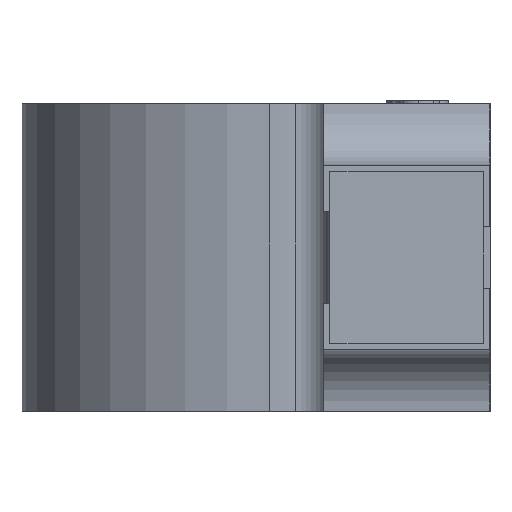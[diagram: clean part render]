
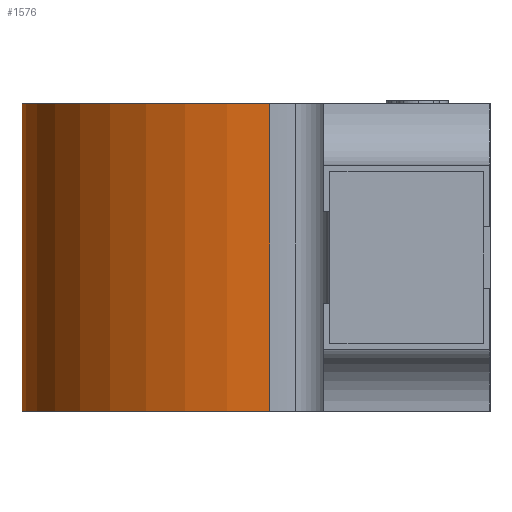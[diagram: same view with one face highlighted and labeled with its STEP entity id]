
A CAD part, left-side view. The second image highlights one B-rep face of the part: STEP entity #1576.
In plain terms, the highlighted cylindrical face has radius 0.804 mm (diameter 1.609 mm), a partial arc.
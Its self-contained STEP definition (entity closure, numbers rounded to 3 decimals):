
#1116 = EDGE_LOOP ( 'NONE', ( #8032, #8945, #16652, #16998 ) ) ;
#1282 = CIRCLE ( 'NONE', #16746, 0.804 ) ;
#1576 = ADVANCED_FACE ( 'NONE', ( #4957 ), #15014, .T. ) ;
#1811 = EDGE_CURVE ( 'NONE', #9428, #10120, #1282, .T. ) ;
#2229 = EDGE_CURVE ( 'NONE', #14780, #14284, #4035, .T. ) ;
#3180 = CARTESIAN_POINT ( 'NONE',  ( -1.004, 0.446, 0.5 ) ) ;
#3236 = DIRECTION ( 'NONE',  ( 0., 0., 1. ) ) ;
#4035 = CIRCLE ( 'NONE', #12224, 0.804 ) ;
#4322 = CARTESIAN_POINT ( 'NONE',  ( -1.004, 0.446, -0.5 ) ) ;
#4957 = FACE_OUTER_BOUND ( 'NONE', #1116, .T. ) ;
#5173 = LINE ( 'NONE', #16744, #14112 ) ;
#6616 = CARTESIAN_POINT ( 'NONE',  ( -0.2, 1.25, -0.5 ) ) ;
#7907 = CARTESIAN_POINT ( 'NONE',  ( -0.2, 0.446, 0.5 ) ) ;
#8032 = ORIENTED_EDGE ( 'NONE', *, *, #10825, .F. ) ;
#8945 = ORIENTED_EDGE ( 'NONE', *, *, #2229, .F. ) ;
#9353 = CARTESIAN_POINT ( 'NONE',  ( -0.2, 0.446, 0.5 ) ) ;
#9428 = VERTEX_POINT ( 'NONE', #6616 ) ;
#10120 = VERTEX_POINT ( 'NONE', #4322 ) ;
#10373 = AXIS2_PLACEMENT_3D ( 'NONE', #7907, #15114, #18178 ) ;
#10818 = EDGE_CURVE ( 'NONE', #14780, #9428, #5173, .T. ) ;
#10825 = EDGE_CURVE ( 'NONE', #14284, #10120, #17143, .T. ) ;
#11073 = DIRECTION ( 'NONE',  ( 0., 0., 1. ) ) ;
#11698 = VECTOR ( 'NONE', #15710, 1000. ) ;
#12224 = AXIS2_PLACEMENT_3D ( 'NONE', #9353, #11073, #16467 ) ;
#14112 = VECTOR ( 'NONE', #14852, 1000. ) ;
#14193 = CARTESIAN_POINT ( 'NONE',  ( -1.004, 0.446, 0.5 ) ) ;
#14284 = VERTEX_POINT ( 'NONE', #3180 ) ;
#14780 = VERTEX_POINT ( 'NONE', #16391 ) ;
#14852 = DIRECTION ( 'NONE',  ( 0., 0., -1. ) ) ;
#15014 = CYLINDRICAL_SURFACE ( 'NONE', #10373, 0.804 ) ;
#15114 = DIRECTION ( 'NONE',  ( 0., 0., -1. ) ) ;
#15710 = DIRECTION ( 'NONE',  ( 0., 0., -1. ) ) ;
#16237 = CARTESIAN_POINT ( 'NONE',  ( -0.2, 0.446, -0.5 ) ) ;
#16391 = CARTESIAN_POINT ( 'NONE',  ( -0.2, 1.25, 0.5 ) ) ;
#16467 = DIRECTION ( 'NONE',  ( 1., 0., 0. ) ) ;
#16581 = DIRECTION ( 'NONE',  ( 1., 0., 0. ) ) ;
#16652 = ORIENTED_EDGE ( 'NONE', *, *, #10818, .T. ) ;
#16744 = CARTESIAN_POINT ( 'NONE',  ( -0.2, 1.25, 0.5 ) ) ;
#16746 = AXIS2_PLACEMENT_3D ( 'NONE', #16237, #3236, #16581 ) ;
#16998 = ORIENTED_EDGE ( 'NONE', *, *, #1811, .T. ) ;
#17143 = LINE ( 'NONE', #14193, #11698 ) ;
#18178 = DIRECTION ( 'NONE',  ( -1., 0., 0. ) ) ;
